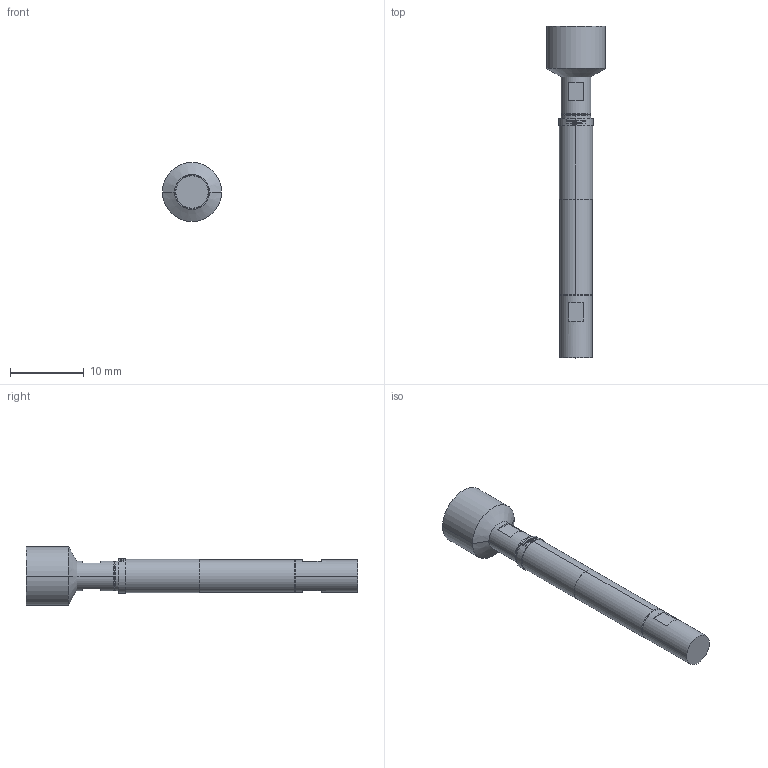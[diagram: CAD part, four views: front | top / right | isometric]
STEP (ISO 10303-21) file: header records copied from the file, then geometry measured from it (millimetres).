
FILE_DESCRIPTION (( 'STEP AP203' ), '1' );
FILE_NAME ('INGUN_HFS-8x0_308_180_A_xx43_E.STEP', '2022-04-26T12:36:55', ( 'ochi' ), ( '' ), 'SwSTEP 2.0', 'SolidWorks 2018', '' );
FILE_SCHEMA (( 'CONFIG_CONTROL_DESIGN' ));
Length unit declared in the file: millimetre
Products named in the file (1): INGUN_HFS-8x0_308_180_A_xx43_E
Bounding box: 8 x 45 x 8 mm (x, y, z)
Volume: 717.5 mm3; surface area: 902.3 mm2
Topology: 1 solids, 1 shells, 129 faces, 310 edges, 199 vertices
Faces by surface type: plane 63, cylinder 28, bspline 22, cone 14, torus 2
Entity records: 4097 total; most frequent: CARTESIAN_POINT 1176, ORIENTED_EDGE 616, DIRECTION 534, EDGE_CURVE 308, AXIS2_PLACEMENT_3D 211, VERTEX_POINT 199, EDGE_LOOP 147, ADVANCED_FACE 129
